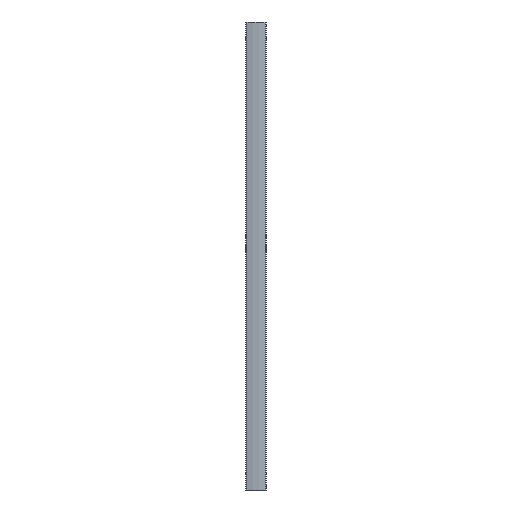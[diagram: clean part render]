
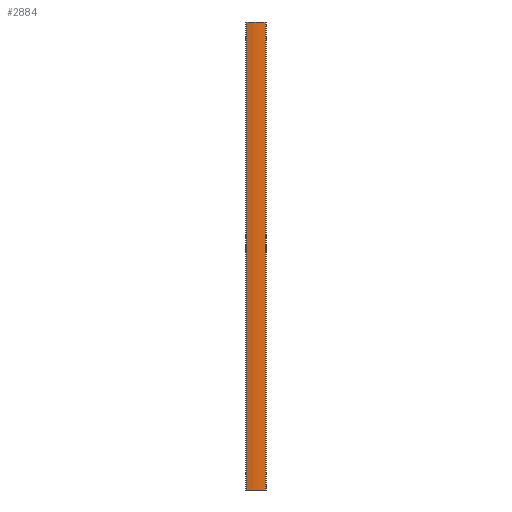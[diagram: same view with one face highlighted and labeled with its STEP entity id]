
A CAD part, left-side view. The second image highlights one B-rep face of the part: STEP entity #2884.
In plain terms, the highlighted cylindrical face has radius 200 mm (diameter 400 mm), a partial arc.
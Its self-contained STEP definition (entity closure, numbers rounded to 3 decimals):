
#92=CARTESIAN_POINT('',(165.,0.,1000.));
#93=DIRECTION('',(0.,0.,-1.));
#94=DIRECTION('',(-0.981,-0.193,0.));
#95=AXIS2_PLACEMENT_3D('',#92,#93,#94);
#395=DIRECTION('',(0.,0.,1.));
#396=VECTOR('',#395,2000.);
#397=CARTESIAN_POINT('',(-31.249,38.551,-1000.));
#398=LINE('',#397,#396);
#402=DIRECTION('',(0.,0.,1.));
#403=VECTOR('',#402,2000.);
#404=CARTESIAN_POINT('',(-31.249,-38.551,-1000.));
#405=LINE('',#404,#403);
#677=CARTESIAN_POINT('',(165.,0.,-1000.));
#678=DIRECTION('',(0.,0.,-1.));
#679=DIRECTION('',(-0.981,-0.193,0.));
#680=AXIS2_PLACEMENT_3D('',#677,#678,#679);
#2380=CARTESIAN_POINT('',(-31.249,38.551,1000.));
#2381=VERTEX_POINT('',#2380);
#2382=CARTESIAN_POINT('',(-31.249,-38.551,1000.));
#2383=VERTEX_POINT('',#2382);
#2396=CARTESIAN_POINT('',(-31.249,38.551,-1000.));
#2397=VERTEX_POINT('',#2396);
#2398=CARTESIAN_POINT('',(-31.249,-38.551,-1000.));
#2399=VERTEX_POINT('',#2398);
#2871=CARTESIAN_POINT('',(165.,0.,1000.));
#2872=DIRECTION('',(0.,0.,1.));
#2873=DIRECTION('',(1.,0.,0.));
#2874=AXIS2_PLACEMENT_3D('',#2871,#2872,#2873);
#2875=CYLINDRICAL_SURFACE('',#2874,200.);
#2876=ORIENTED_EDGE('',*,*,#2741,.F.);
#2878=ORIENTED_EDGE('',*,*,#2877,.F.);
#2880=ORIENTED_EDGE('',*,*,#2879,.T.);
#2881=ORIENTED_EDGE('',*,*,#2863,.T.);
#2882=EDGE_LOOP('',(#2876,#2878,#2880,#2881));
#2883=FACE_OUTER_BOUND('',#2882,.F.);
#2884=ADVANCED_FACE('',(#2883),#2875,.T.);
#96=CIRCLE('',#95,200.);
#681=CIRCLE('',#680,200.);
#2741=EDGE_CURVE('',#2383,#2381,#96,.T.);
#2863=EDGE_CURVE('',#2397,#2381,#398,.T.);
#2877=EDGE_CURVE('',#2399,#2383,#405,.T.);
#2879=EDGE_CURVE('',#2399,#2397,#681,.T.);
